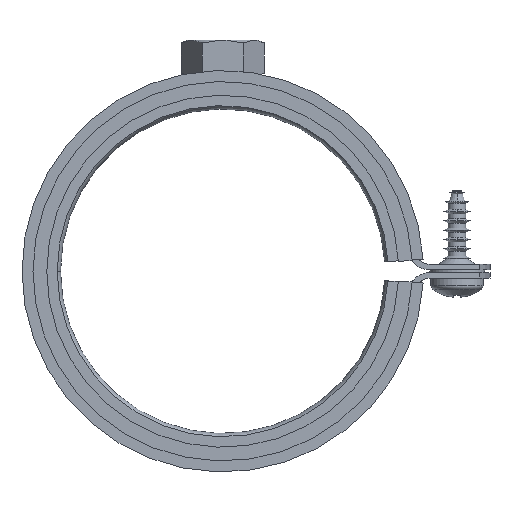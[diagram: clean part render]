
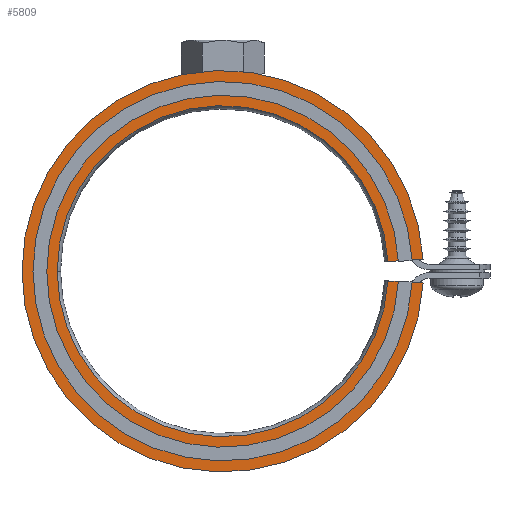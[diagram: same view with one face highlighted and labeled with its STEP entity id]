
A CAD part, front view. The second image highlights one B-rep face of the part: STEP entity #5809.
In plain terms, the highlighted face is planar.
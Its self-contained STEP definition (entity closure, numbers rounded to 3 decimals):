
#4660=CARTESIAN_POINT('',(128.856,128.638,9.0));
#4661=VERTEX_POINT('',#4660);
#4668=CARTESIAN_POINT('',(189.004,126.867,9.0));
#4669=VERTEX_POINT('',#4668);
#4670=CARTESIAN_POINT('',(158.956,128.638,9.0));
#4671=DIRECTION('',(0.0,0.0,1.0));
#4672=DIRECTION('',(1.0,0.0,0.0));
#4673=AXIS2_PLACEMENT_3D('',#4670,#4671,#4672);
#4674=CIRCLE('',#4673,30.1);
#4675=EDGE_CURVE('',#4661,#4669,#4674,.T.);
#4700=CARTESIAN_POINT('',(122.456,128.638,9.0));
#4701=VERTEX_POINT('',#4700);
#4710=CARTESIAN_POINT('',(195.393,130.785,9.0));
#4711=VERTEX_POINT('',#4710);
#4712=CARTESIAN_POINT('',(158.956,128.638,9.0));
#4713=DIRECTION('',(0.0,0.0,1.0));
#4714=DIRECTION('',(1.0,0.0,0.0));
#4715=AXIS2_PLACEMENT_3D('',#4712,#4713,#4714);
#4716=CIRCLE('',#4715,36.5);
#4717=EDGE_CURVE('',#4711,#4701,#4716,.T.);
#5760=CARTESIAN_POINT('',(195.393,126.49,9.0));
#5761=VERTEX_POINT('',#5760);
#5768=CARTESIAN_POINT('',(158.956,128.638,9.0));
#5769=DIRECTION('',(0.0,0.0,1.0));
#5770=DIRECTION('',(1.0,0.0,0.0));
#5771=AXIS2_PLACEMENT_3D('',#5768,#5769,#5770);
#5772=CIRCLE('',#5771,36.5);
#5773=EDGE_CURVE('',#4701,#5761,#5772,.T.);
#5778=CARTESIAN_POINT('',(192.198,130.596,9.0));
#5779=DIRECTION('',(0.0,0.0,1.0));
#5780=DIRECTION('',(1.0,0.0,0.0));
#5781=AXIS2_PLACEMENT_3D('',#5778,#5779,#5780);
#5782=PLANE('',#5781);
#5783=CARTESIAN_POINT('',(195.393,126.49,9.0));
#5784=DIRECTION('',(-0.998,0.059,0.0));
#5785=VECTOR('',#5784,6.4);
#5786=LINE('',#5783,#5785);
#5787=EDGE_CURVE('',#5761,#4669,#5786,.T.);
#5788=ORIENTED_EDGE('',*,*,#5787,.T.);
#5789=ORIENTED_EDGE('',*,*,#4675,.F.);
#5790=CARTESIAN_POINT('',(189.004,130.408,9.0));
#5791=VERTEX_POINT('',#5790);
#5792=CARTESIAN_POINT('',(158.956,128.638,9.0));
#5793=DIRECTION('',(0.0,0.0,1.0));
#5794=DIRECTION('',(1.0,0.0,0.0));
#5795=AXIS2_PLACEMENT_3D('',#5792,#5793,#5794);
#5796=CIRCLE('',#5795,30.1);
#5797=EDGE_CURVE('',#5791,#4661,#5796,.T.);
#5798=ORIENTED_EDGE('',*,*,#5797,.F.);
#5799=CARTESIAN_POINT('',(195.393,130.785,9.0));
#5800=DIRECTION('',(-0.998,-0.059,0.0));
#5801=VECTOR('',#5800,6.4);
#5802=LINE('',#5799,#5801);
#5803=EDGE_CURVE('',#4711,#5791,#5802,.T.);
#5804=ORIENTED_EDGE('',*,*,#5803,.F.);
#5805=ORIENTED_EDGE('',*,*,#4717,.T.);
#5806=ORIENTED_EDGE('',*,*,#5773,.T.);
#5807=EDGE_LOOP('',(#5788,#5789,#5798,#5804,#5805,#5806));
#5808=FACE_OUTER_BOUND('',#5807,.T.);
#5809=ADVANCED_FACE('',(#5808),#5782,.T.);
